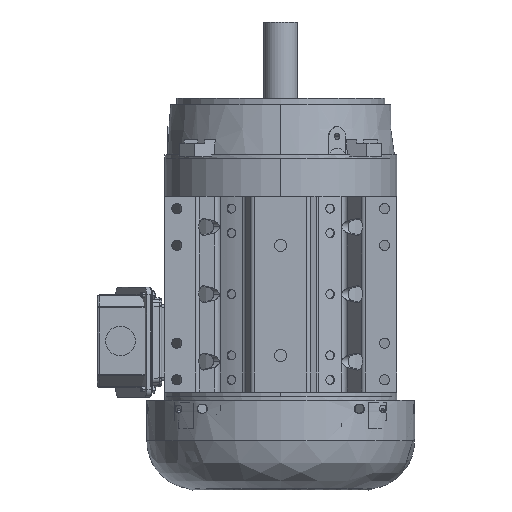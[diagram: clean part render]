
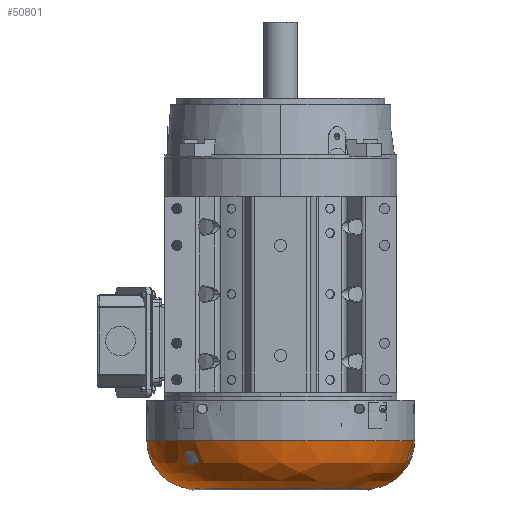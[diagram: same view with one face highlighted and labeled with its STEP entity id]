
A CAD part, front view. The second image highlights one B-rep face of the part: STEP entity #50801.
In plain terms, the highlighted free-form (B-spline) face has degree [3, 3] with [4, 4] control points.
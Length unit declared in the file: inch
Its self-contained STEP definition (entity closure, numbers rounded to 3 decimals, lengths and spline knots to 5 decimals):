
#898 = EDGE_LOOP ( 'NONE', ( #32604, #25327, #18463, #29109 ) ) ;
#3701 = CARTESIAN_POINT ( 'NONE',  ( -4.80396, -5.72411, -7.81464 ) ) ;
#4216 = CARTESIAN_POINT ( 'NONE',  ( 4.77, -6.40957, -5.99606 ) ) ;
#4272 = CARTESIAN_POINT ( 'NONE',  ( 4.77, -4.69426, -7.94822 ) ) ;
#5459 = DIRECTION ( 'NONE',  ( -1., 0., 0. ) ) ;
#9806 = CARTESIAN_POINT ( 'NONE',  ( 4.77, 4.53531, -7.03454 ) ) ;
#10523 = AXIS2_PLACEMENT_3D ( 'NONE', #59229, #16957, #72044 ) ;
#14355 = CARTESIAN_POINT ( 'NONE',  ( -6.17488, 4.53531, -5.99606 ) ) ;
#14495 =( BOUNDED_SURFACE ( )  B_SPLINE_SURFACE ( 3, 3, ( 
 ( #39137, #14355, #46782, #4216 ),
 ( #9806, #39659, #65112, #34323 ),
 ( #76600, #52125, #3701, #21544 ),
 ( #76347, #22318, #15662, #28477 ) ),
 .UNSPECIFIED., .F., .F., .F. ) 
 B_SPLINE_SURFACE_WITH_KNOTS ( ( 4, 4 ),
 ( 4, 4 ),
 ( 0., 1. ),
 ( 0., 1. ),
 .UNSPECIFIED. ) 
 GEOMETRIC_REPRESENTATION_ITEM ( )  RATIONAL_B_SPLINE_SURFACE ( (
 ( 1., 0.333, 0.333, 1.),
 ( 0.834, 0.278, 0.278, 0.834),
 ( 0.834, 0.278, 0.278, 0.834),
 ( 1., 0.333, 0.333, 1.) ) ) 
 REPRESENTATION_ITEM ( '' )  SURFACE ( )  );
#15662 = CARTESIAN_POINT ( 'NONE',  ( -2.74426, -4.69426, -7.94822 ) ) ;
#16556 = CIRCLE ( 'NONE', #45391, 1.9685 ) ;
#16957 = DIRECTION ( 'NONE',  ( 0., 0., 1. ) ) ;
#17327 = EDGE_CURVE ( 'NONE', #65916, #48116, #16556, .T. ) ;
#18463 = ORIENTED_EDGE ( 'NONE', *, *, #45776, .T. ) ;
#18554 = VERTEX_POINT ( 'NONE', #47998 ) ;
#20653 = CARTESIAN_POINT ( 'NONE',  ( 4.77, -4.44107, -5.99606 ) ) ;
#21544 = CARTESIAN_POINT ( 'NONE',  ( 4.77, -5.72411, -7.81464 ) ) ;
#22022 = CIRCLE ( 'NONE', #73813, 1.9685 ) ;
#22318 = CARTESIAN_POINT ( 'NONE',  ( -2.74426, 2.82, -7.94822 ) ) ;
#25327 = ORIENTED_EDGE ( 'NONE', *, *, #52057, .T. ) ;
#28477 = CARTESIAN_POINT ( 'NONE',  ( 4.77, -4.69426, -7.94822 ) ) ;
#29109 = ORIENTED_EDGE ( 'NONE', *, *, #17327, .F. ) ;
#32604 = ORIENTED_EDGE ( 'NONE', *, *, #38116, .T. ) ;
#34169 = DIRECTION ( 'NONE',  ( 0., 0., -1. ) ) ;
#34247 = CARTESIAN_POINT ( 'NONE',  ( 4.77, -6.40957, -5.99606 ) ) ;
#34323 = CARTESIAN_POINT ( 'NONE',  ( 4.77, -6.40957, -7.03454 ) ) ;
#38116 = EDGE_CURVE ( 'NONE', #65916, #65505, #41277, .T. ) ;
#39038 = DIRECTION ( 'NONE',  ( 0., -1., 0. ) ) ;
#39137 = CARTESIAN_POINT ( 'NONE',  ( 4.77, 4.53531, -5.99606 ) ) ;
#39659 = CARTESIAN_POINT ( 'NONE',  ( -6.17488, 4.53531, -7.03454 ) ) ;
#41277 = CIRCLE ( 'NONE', #41812, 5.47244 ) ;
#41812 = AXIS2_PLACEMENT_3D ( 'NONE', #45852, #34169, #76707 ) ;
#45391 = AXIS2_PLACEMENT_3D ( 'NONE', #20653, #63187, #39038 ) ;
#45776 = EDGE_CURVE ( 'NONE', #18554, #48116, #58566, .T. ) ;
#45852 = CARTESIAN_POINT ( 'NONE',  ( 4.77, -0.93713, -5.99606 ) ) ;
#46782 = CARTESIAN_POINT ( 'NONE',  ( -6.17488, -6.40957, -5.99606 ) ) ;
#47998 = CARTESIAN_POINT ( 'NONE',  ( 4.77, 2.82, -7.94822 ) ) ;
#48116 = VERTEX_POINT ( 'NONE', #4272 ) ;
#50801 = ADVANCED_FACE ( 'NONE', ( #79006 ), #14495, .T. ) ;
#52057 = EDGE_CURVE ( 'NONE', #65505, #18554, #22022, .T. ) ;
#52125 = CARTESIAN_POINT ( 'NONE',  ( -4.80396, 3.84985, -7.81464 ) ) ;
#54122 = DIRECTION ( 'NONE',  ( 0., 1., 0. ) ) ;
#54900 = CARTESIAN_POINT ( 'NONE',  ( 4.77, 2.56681, -5.99606 ) ) ;
#58566 = CIRCLE ( 'NONE', #10523, 3.75713 ) ;
#59229 = CARTESIAN_POINT ( 'NONE',  ( 4.77, -0.93713, -7.94822 ) ) ;
#60313 = CARTESIAN_POINT ( 'NONE',  ( 4.77, 4.53531, -5.99606 ) ) ;
#63187 = DIRECTION ( 'NONE',  ( 1., 0., 0. ) ) ;
#65112 = CARTESIAN_POINT ( 'NONE',  ( -6.17488, -6.40957, -7.03454 ) ) ;
#65505 = VERTEX_POINT ( 'NONE', #60313 ) ;
#65916 = VERTEX_POINT ( 'NONE', #34247 ) ;
#72044 = DIRECTION ( 'NONE',  ( 0., -1., 0. ) ) ;
#73813 = AXIS2_PLACEMENT_3D ( 'NONE', #54900, #5459, #54122 ) ;
#76347 = CARTESIAN_POINT ( 'NONE',  ( 4.77, 2.82, -7.94822 ) ) ;
#76600 = CARTESIAN_POINT ( 'NONE',  ( 4.77, 3.84985, -7.81464 ) ) ;
#76707 = DIRECTION ( 'NONE',  ( 0., -1., 0. ) ) ;
#79006 = FACE_OUTER_BOUND ( 'NONE', #898, .T. ) ;
